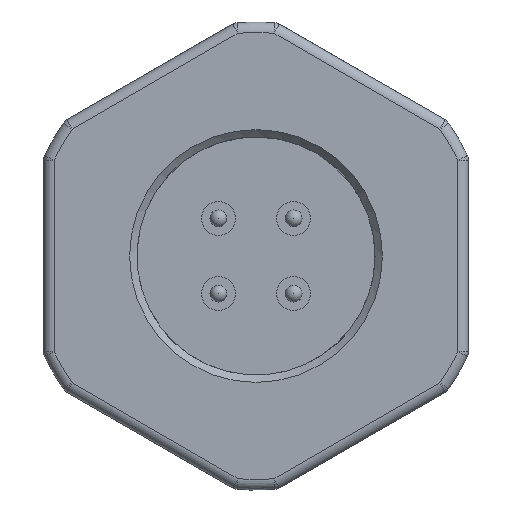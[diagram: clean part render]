
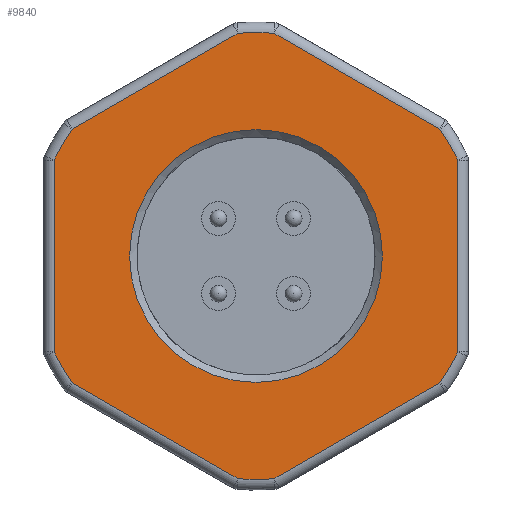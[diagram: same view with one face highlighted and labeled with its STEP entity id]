
A CAD part, left-side view. The second image highlights one B-rep face of the part: STEP entity #9840.
In plain terms, the highlighted face is planar.
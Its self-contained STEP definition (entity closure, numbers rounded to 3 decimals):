
#290=PLANE('',#10652);
#955=LINE('',#18185,#1844);
#963=LINE('',#18220,#1852);
#969=LINE('',#18242,#1858);
#982=LINE('',#18329,#1871);
#988=LINE('',#18357,#1877);
#993=LINE('',#18383,#1882);
#1844=VECTOR('',#11930,1000.);
#1852=VECTOR('',#11978,1000.);
#1858=VECTOR('',#12012,1000.);
#1871=VECTOR('',#12133,1000.);
#1877=VECTOR('',#12171,1000.);
#1882=VECTOR('',#12208,1000.);
#3778=ORIENTED_EDGE('',*,*,#5662,.F.);
#3779=ORIENTED_EDGE('',*,*,#6009,.F.);
#3780=ORIENTED_EDGE('',*,*,#6002,.T.);
#3781=ORIENTED_EDGE('',*,*,#5995,.F.);
#3782=ORIENTED_EDGE('',*,*,#5988,.F.);
#3783=ORIENTED_EDGE('',*,*,#5981,.F.);
#3784=ORIENTED_EDGE('',*,*,#5914,.F.);
#3785=ORIENTED_EDGE('',*,*,#5900,.F.);
#3786=ORIENTED_EDGE('',*,*,#5932,.T.);
#3787=ORIENTED_EDGE('',*,*,#5892,.F.);
#3788=ORIENTED_EDGE('',*,*,#5944,.F.);
#3789=ORIENTED_EDGE('',*,*,#5881,.F.);
#3790=ORIENTED_EDGE('',*,*,#6015,.F.);
#5662=EDGE_CURVE('',#7010,#7010,#7872,.T.);
#5881=EDGE_CURVE('',#7155,#7162,#7890,.T.);
#5892=EDGE_CURVE('',#7170,#7171,#7899,.T.);
#5900=EDGE_CURVE('',#7177,#7175,#7907,.T.);
#5914=EDGE_CURVE('',#7175,#7186,#955,.T.);
#5932=EDGE_CURVE('',#7177,#7171,#963,.T.);
#5944=EDGE_CURVE('',#7162,#7170,#969,.T.);
#5981=EDGE_CURVE('',#7186,#7213,#7960,.T.);
#5988=EDGE_CURVE('',#7213,#7216,#982,.T.);
#5995=EDGE_CURVE('',#7216,#7219,#7968,.T.);
#6002=EDGE_CURVE('',#7222,#7219,#988,.T.);
#6009=EDGE_CURVE('',#7222,#7225,#7976,.T.);
#6015=EDGE_CURVE('',#7225,#7155,#993,.T.);
#7010=VERTEX_POINT('',#14322);
#7155=VERTEX_POINT('',#18097);
#7162=VERTEX_POINT('',#18116);
#7170=VERTEX_POINT('',#18138);
#7171=VERTEX_POINT('',#18140);
#7175=VERTEX_POINT('',#18151);
#7177=VERTEX_POINT('',#18155);
#7186=VERTEX_POINT('',#18182);
#7213=VERTEX_POINT('',#18316);
#7216=VERTEX_POINT('',#18330);
#7219=VERTEX_POINT('',#18344);
#7222=VERTEX_POINT('',#18358);
#7225=VERTEX_POINT('',#18372);
#7872=CIRCLE('',#10447,5.95);
#7890=CIRCLE('',#10493,10.5);
#7899=CIRCLE('',#10506,10.5);
#7907=CIRCLE('',#10516,10.5);
#7960=CIRCLE('',#10612,10.5);
#7968=CIRCLE('',#10628,10.5);
#7976=CIRCLE('',#10644,10.5);
#8418=EDGE_LOOP('',(#3778));
#8419=EDGE_LOOP('',(#3779,#3780,#3781,#3782,#3783,#3784,#3785,#3786,#3787,
#3788,#3789,#3790));
#9095=FACE_BOUND('',#8418,.T.);
#9096=FACE_BOUND('',#8419,.T.);
#9840=ADVANCED_FACE('',(#9095,#9096),#290,.F.);
#10447=AXIS2_PLACEMENT_3D('',#14321,#11718,#11719);
#10493=AXIS2_PLACEMENT_3D('',#18115,#11846,#11847);
#10506=AXIS2_PLACEMENT_3D('',#18139,#11874,#11875);
#10516=AXIS2_PLACEMENT_3D('',#18156,#11894,#11895);
#10612=AXIS2_PLACEMENT_3D('',#18315,#12114,#12115);
#10628=AXIS2_PLACEMENT_3D('',#18343,#12152,#12153);
#10644=AXIS2_PLACEMENT_3D('',#18371,#12190,#12191);
#10652=AXIS2_PLACEMENT_3D('',#18384,#12209,#12210);
#11718=DIRECTION('',(0.,0.,-1.));
#11719=DIRECTION('',(1.,0.,0.));
#11846=DIRECTION('',(0.,0.,1.));
#11847=DIRECTION('',(-0.997,0.081,0.));
#11874=DIRECTION('',(0.,0.,1.));
#11875=DIRECTION('',(-0.568,-0.823,0.));
#11894=DIRECTION('',(0.,0.,1.));
#11895=DIRECTION('',(0.429,-0.904,0.));
#11930=DIRECTION('',(0.5,0.866,0.));
#11978=DIRECTION('',(-1.,0.,0.));
#12012=DIRECTION('',(0.5,-0.866,0.));
#12114=DIRECTION('',(0.,0.,1.));
#12115=DIRECTION('',(0.997,-0.081,0.));
#12133=DIRECTION('',(-0.5,0.866,0.));
#12152=DIRECTION('',(0.,0.,1.));
#12153=DIRECTION('',(0.568,0.823,0.));
#12171=DIRECTION('',(1.,0.,0.));
#12190=DIRECTION('',(0.,0.,1.));
#12191=DIRECTION('',(-0.429,0.904,0.));
#12208=DIRECTION('',(-0.5,-0.866,0.));
#12209=DIRECTION('',(0.,0.,1.));
#12210=DIRECTION('',(0.,1.,0.));
#14321=CARTESIAN_POINT('',(0.,0.,-5.));
#14322=CARTESIAN_POINT('',(5.95,0.,-5.));
#18097=CARTESIAN_POINT('',(-10.481,0.846,-5.));
#18115=CARTESIAN_POINT('',(-0.015,0.,-5.));
#18116=CARTESIAN_POINT('',(-10.481,-0.846,-5.));
#18138=CARTESIAN_POINT('',(-5.973,-8.654,-5.));
#18139=CARTESIAN_POINT('',(-0.008,-0.013,-5.));
#18140=CARTESIAN_POINT('',(-4.508,-9.5,-5.));
#18151=CARTESIAN_POINT('',(5.973,-8.654,-5.));
#18155=CARTESIAN_POINT('',(4.508,-9.5,-5.));
#18156=CARTESIAN_POINT('',(0.008,-0.013,-5.));
#18182=CARTESIAN_POINT('',(10.481,-0.846,-5.));
#18185=CARTESIAN_POINT('',(5.973,-8.654,-5.));
#18220=CARTESIAN_POINT('',(4.508,-9.5,-5.));
#18242=CARTESIAN_POINT('',(-10.481,-0.846,-5.));
#18315=CARTESIAN_POINT('',(0.015,0.,-5.));
#18316=CARTESIAN_POINT('',(10.481,0.846,-5.));
#18329=CARTESIAN_POINT('',(10.481,0.846,-5.));
#18330=CARTESIAN_POINT('',(5.973,8.654,-5.));
#18343=CARTESIAN_POINT('',(0.008,0.013,-5.));
#18344=CARTESIAN_POINT('',(4.508,9.5,-5.));
#18357=CARTESIAN_POINT('',(-4.508,9.5,-5.));
#18358=CARTESIAN_POINT('',(-4.508,9.5,-5.));
#18371=CARTESIAN_POINT('',(-0.008,0.013,-5.));
#18372=CARTESIAN_POINT('',(-5.973,8.654,-5.));
#18383=CARTESIAN_POINT('',(-5.973,8.654,-5.));
#18384=CARTESIAN_POINT('',(0.,0.,-5.));
